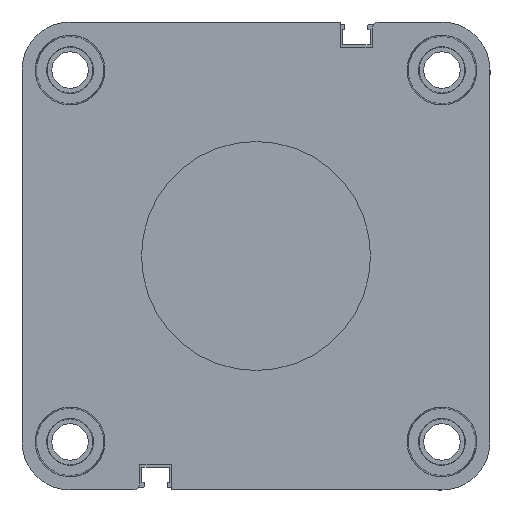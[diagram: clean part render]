
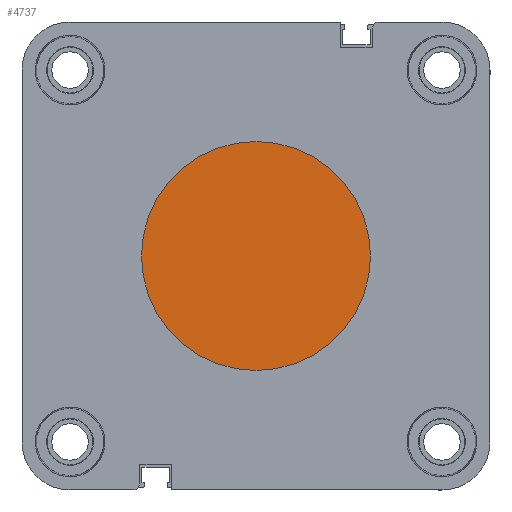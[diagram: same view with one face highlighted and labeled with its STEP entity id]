
A CAD part, left-side view. The second image highlights one B-rep face of the part: STEP entity #4737.
In plain terms, the highlighted planar face has unit normal (-1, 0, 0).
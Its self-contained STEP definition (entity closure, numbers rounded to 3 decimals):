
#515 = DIRECTION ( 'NONE',  ( 0., 0., 1. ) ) ;
#945 = CARTESIAN_POINT ( 'NONE',  ( 0., 0., 27.4 ) ) ;
#1628 = CARTESIAN_POINT ( 'NONE',  ( 0., 0., -27.4 ) ) ;
#2288 = DIRECTION ( 'NONE',  ( -1., 0., 0. ) ) ;
#2533 = ORIENTED_EDGE ( 'NONE', *, *, #11476, .T. ) ;
#2567 = CARTESIAN_POINT ( 'NONE',  ( 0., 0., 0. ) ) ;
#3874 = DIRECTION ( 'NONE',  ( -1., 0., 0. ) ) ;
#4637 = DIRECTION ( 'NONE',  ( 0., 0., 1. ) ) ;
#4691 = CARTESIAN_POINT ( 'NONE',  ( 0., 0., 0. ) ) ;
#4737 = ADVANCED_FACE ( 'NONE', ( #9616 ), #7277, .T. ) ;
#5040 = DIRECTION ( 'NONE',  ( 0., 0., 1. ) ) ;
#6290 = ORIENTED_EDGE ( 'NONE', *, *, #7048, .T. ) ;
#6537 = AXIS2_PLACEMENT_3D ( 'NONE', #12027, #13424, #515 ) ;
#7048 = EDGE_CURVE ( 'NONE', #9285, #7956, #14885, .T. ) ;
#7277 = PLANE ( 'NONE',  #6537 ) ;
#7956 = VERTEX_POINT ( 'NONE', #1628 ) ;
#9285 = VERTEX_POINT ( 'NONE', #945 ) ;
#9409 = EDGE_LOOP ( 'NONE', ( #6290, #2533 ) ) ;
#9616 = FACE_OUTER_BOUND ( 'NONE', #9409, .T. ) ;
#10852 = AXIS2_PLACEMENT_3D ( 'NONE', #2567, #3874, #5040 ) ;
#11023 = CIRCLE ( 'NONE', #10852, 27.4 ) ;
#11476 = EDGE_CURVE ( 'NONE', #7956, #9285, #11023, .T. ) ;
#12027 = CARTESIAN_POINT ( 'NONE',  ( 0., 0., 0. ) ) ;
#13422 = AXIS2_PLACEMENT_3D ( 'NONE', #4691, #2288, #4637 ) ;
#13424 = DIRECTION ( 'NONE',  ( -1., 0., 0. ) ) ;
#14885 = CIRCLE ( 'NONE', #13422, 27.4 ) ;
